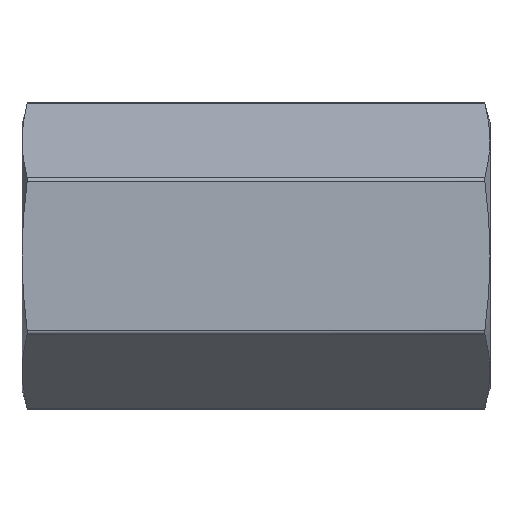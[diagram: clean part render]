
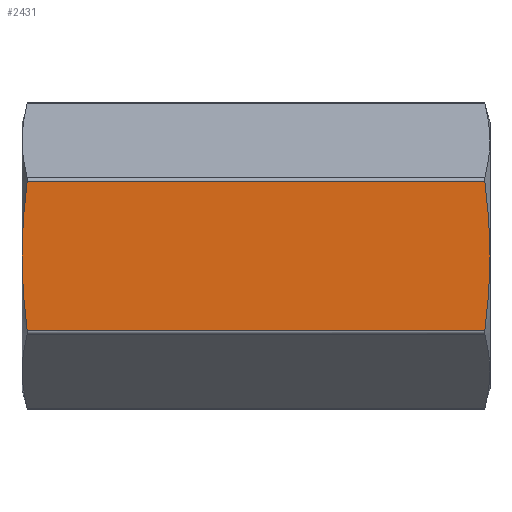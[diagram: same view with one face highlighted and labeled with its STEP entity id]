
A CAD part, front view. The second image highlights one B-rep face of the part: STEP entity #2431.
In plain terms, the highlighted free-form (B-spline) face has degree [1, 1] with [2, 2] control points.
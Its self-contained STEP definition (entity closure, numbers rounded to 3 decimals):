
#1997 = VERTEX_POINT('',#1998);
#1998 = CARTESIAN_POINT('',(-34.029,-19.37,
    0.));
#2004 = EDGE_CURVE('',#1997,#2005,#2007,.T.);
#2005 = VERTEX_POINT('',#2006);
#2006 = CARTESIAN_POINT('',(-33.274,-19.37,
    10.821));
#2007 = B_SPLINE_CURVE_WITH_KNOTS('',3,(#2008,#2009,#2010,#2011,#2012,
    #2013,#2014,#2015,#2016,#2017,#2018,#2019,#2020,#2021,#2022,#2023,
    #2024,#2025,#2026),.UNSPECIFIED.,.F.,.F.,(4,2,2,2,2,2,1,2,2,4),(0.,
    0.125,0.188,0.25,0.375,0.438,0.469,0.484,0.5,1.),
  .UNSPECIFIED.);
#2008 = CARTESIAN_POINT('',(-34.029,-19.37,
    0.));
#2009 = CARTESIAN_POINT('',(-34.029,-19.37,
    0.452));
#2010 = CARTESIAN_POINT('',(-34.024,-19.37,
    0.903));
#2011 = CARTESIAN_POINT('',(-34.012,-19.37,1.579
    ));
#2012 = CARTESIAN_POINT('',(-34.007,-19.37,
    1.804));
#2013 = CARTESIAN_POINT('',(-33.994,-19.37,
    2.256));
#2014 = CARTESIAN_POINT('',(-33.986,-19.37,
    2.485));
#2015 = CARTESIAN_POINT('',(-33.961,-19.37,
    3.16));
#2016 = CARTESIAN_POINT('',(-33.941,-19.37,
    3.609));
#2017 = CARTESIAN_POINT('',(-33.904,-19.37,
    4.284));
#2018 = CARTESIAN_POINT('',(-33.89,-19.37,
    4.51));
#2019 = CARTESIAN_POINT('',(-33.869,-19.37,
    4.849));
#2020 = CARTESIAN_POINT('',(-33.857,-19.37,
    5.019));
#2021 = CARTESIAN_POINT('',(-33.846,-19.37,
    5.189));
#2022 = CARTESIAN_POINT('',(-33.838,-19.37,
    5.302));
#2023 = CARTESIAN_POINT('',(-33.834,-19.37,
    5.361));
#2024 = CARTESIAN_POINT('',(-33.702,-19.37,
    7.185));
#2025 = CARTESIAN_POINT('',(-33.517,-19.37,
    8.962));
#2026 = CARTESIAN_POINT('',(-33.274,-19.37,
    10.821));
#2103 = VERTEX_POINT('',#2104);
#2104 = CARTESIAN_POINT('',(-33.274,-19.37,
    -10.821));
#2113 = EDGE_CURVE('',#2103,#1997,#2114,.T.);
#2114 = B_SPLINE_CURVE_WITH_KNOTS('',3,(#2115,#2116,#2117,#2118,#2119,
    #2120,#2121,#2122,#2123,#2124,#2125,#2126,#2127,#2128,#2129,#2130,
    #2131,#2132,#2133,#2134),.UNSPECIFIED.,.F.,.F.,(4,2,2,1,1,2,2,2,2,2,
    4),(0.,0.25,0.375,0.438,0.469,0.484,0.5,0.625,0.688,0.75,1.),
  .UNSPECIFIED.);
#2115 = CARTESIAN_POINT('',(-33.274,-19.37,
    -10.821));
#2116 = CARTESIAN_POINT('',(-33.395,-19.37,
    -9.89));
#2117 = CARTESIAN_POINT('',(-33.503,-19.37,
    -8.979));
#2118 = CARTESIAN_POINT('',(-33.642,-19.37,
    -7.631));
#2119 = CARTESIAN_POINT('',(-33.684,-19.37,
    -7.184));
#2120 = CARTESIAN_POINT('',(-33.743,-19.37,
    -6.517));
#2121 = CARTESIAN_POINT('',(-33.771,-19.37,
    -6.184));
#2122 = CARTESIAN_POINT('',(-33.801,-19.37,
    -5.796));
#2123 = CARTESIAN_POINT('',(-33.814,-19.37,
    -5.63));
#2124 = CARTESIAN_POINT('',(-33.822,-19.37,
    -5.519));
#2125 = CARTESIAN_POINT('',(-33.826,-19.37,
    -5.465));
#2126 = CARTESIAN_POINT('',(-33.863,-19.37,
    -4.954));
#2127 = CARTESIAN_POINT('',(-33.892,-19.37,
    -4.502));
#2128 = CARTESIAN_POINT('',(-33.929,-19.37,
    -3.827));
#2129 = CARTESIAN_POINT('',(-33.94,-19.37,
    -3.602));
#2130 = CARTESIAN_POINT('',(-33.961,-19.37,
    -3.152));
#2131 = CARTESIAN_POINT('',(-33.97,-19.37,
    -2.929));
#2132 = CARTESIAN_POINT('',(-34.012,-19.37,
    -1.797));
#2133 = CARTESIAN_POINT('',(-34.029,-19.37,
    -0.902));
#2134 = CARTESIAN_POINT('',(-34.029,-19.37,
    0.));
#2330 = EDGE_CURVE('',#2331,#2005,#2333,.T.);
#2331 = VERTEX_POINT('',#2332);
#2332 = CARTESIAN_POINT('',(33.274,-19.37,
    10.821));
#2333 = B_SPLINE_CURVE_WITH_KNOTS('',1,(#2334,#2335),.UNSPECIFIED.,.F.,
  .F.,(2,2),(33.221,96.779),.PIECEWISE_BEZIER_KNOTS.);
#2334 = CARTESIAN_POINT('',(33.274,-19.37,
    10.821));
#2335 = CARTESIAN_POINT('',(-33.274,-19.37,
    10.821));
#2431 = ADVANCED_FACE('',(#2432),#2498,.F.);
#2432 = FACE_BOUND('',#2433,.T.);
#2433 = EDGE_LOOP('',(#2434,#2441,#2472,#2495,#2496,#2497));
#2434 = ORIENTED_EDGE('',*,*,#2435,.F.);
#2435 = EDGE_CURVE('',#2436,#2103,#2438,.T.);
#2436 = VERTEX_POINT('',#2437);
#2437 = CARTESIAN_POINT('',(33.274,-19.37,
    -10.821));
#2438 = B_SPLINE_CURVE_WITH_KNOTS('',1,(#2439,#2440),.UNSPECIFIED.,.F.,
  .F.,(2,2),(33.221,96.779),.PIECEWISE_BEZIER_KNOTS.);
#2439 = CARTESIAN_POINT('',(33.274,-19.37,
    -10.821));
#2440 = CARTESIAN_POINT('',(-33.274,-19.37,
    -10.821));
#2441 = ORIENTED_EDGE('',*,*,#2442,.F.);
#2442 = EDGE_CURVE('',#2443,#2436,#2445,.T.);
#2443 = VERTEX_POINT('',#2444);
#2444 = CARTESIAN_POINT('',(34.029,-19.37,0.));
#2445 = B_SPLINE_CURVE_WITH_KNOTS('',3,(#2446,#2447,#2448,#2449,#2450,
    #2451,#2452,#2453,#2454,#2455,#2456,#2457,#2458,#2459,#2460,#2461,
    #2462,#2463,#2464,#2465,#2466,#2467,#2468,#2469,#2470,#2471),
  .UNSPECIFIED.,.F.,.F.,(4,2,2,2,2,2,2,2,2,1,1,2,2,4),(0.,0.125,0.188,
    0.25,0.375,0.438,0.469,0.5,0.625,0.688,0.719,0.734,0.75,1.)
  ,.UNSPECIFIED.);
#2446 = CARTESIAN_POINT('',(34.029,-19.37,0.));
#2447 = CARTESIAN_POINT('',(34.029,-19.37,
    -0.451));
#2448 = CARTESIAN_POINT('',(34.024,-19.37,
    -0.9));
#2449 = CARTESIAN_POINT('',(34.012,-19.37,
    -1.575));
#2450 = CARTESIAN_POINT('',(34.007,-19.37,
    -1.8));
#2451 = CARTESIAN_POINT('',(33.994,-19.37,
    -2.251));
#2452 = CARTESIAN_POINT('',(33.987,-19.37,
    -2.478));
#2453 = CARTESIAN_POINT('',(33.962,-19.37,
    -3.153));
#2454 = CARTESIAN_POINT('',(33.941,-19.37,
    -3.602));
#2455 = CARTESIAN_POINT('',(33.904,-19.37,
    -4.277));
#2456 = CARTESIAN_POINT('',(33.891,-19.37,
    -4.503));
#2457 = CARTESIAN_POINT('',(33.869,-19.37,
    -4.842));
#2458 = CARTESIAN_POINT('',(33.862,-19.37,
    -4.955));
#2459 = CARTESIAN_POINT('',(33.846,-19.37,
    -5.181));
#2460 = CARTESIAN_POINT('',(33.838,-19.37,
    -5.297));
#2461 = CARTESIAN_POINT('',(33.798,-19.37,
    -5.856));
#2462 = CARTESIAN_POINT('',(33.762,-19.37,
    -6.305));
#2463 = CARTESIAN_POINT('',(33.702,-19.37,
    -6.981));
#2464 = CARTESIAN_POINT('',(33.671,-19.37,
    -7.32));
#2465 = CARTESIAN_POINT('',(33.632,-19.37,
    -7.718));
#2466 = CARTESIAN_POINT('',(33.615,-19.37,
    -7.889));
#2467 = CARTESIAN_POINT('',(33.603,-19.37,
    -8.003));
#2468 = CARTESIAN_POINT('',(33.597,-19.37,
    -8.062));
#2469 = CARTESIAN_POINT('',(33.499,-19.37,
    -9.006));
#2470 = CARTESIAN_POINT('',(33.393,-19.37,
    -9.905));
#2471 = CARTESIAN_POINT('',(33.274,-19.37,
    -10.821));
#2472 = ORIENTED_EDGE('',*,*,#2473,.F.);
#2473 = EDGE_CURVE('',#2331,#2443,#2474,.T.);
#2474 = B_SPLINE_CURVE_WITH_KNOTS('',3,(#2475,#2476,#2477,#2478,#2479,
    #2480,#2481,#2482,#2483,#2484,#2485,#2486,#2487,#2488,#2489,#2490,
    #2491,#2492,#2493,#2494),.UNSPECIFIED.,.F.,.F.,(4,2,2,1,1,2,2,2,2,2,
    4),(0.,0.25,0.375,0.438,0.469,0.484,0.5,0.625,0.688,0.75,1.),
  .UNSPECIFIED.);
#2475 = CARTESIAN_POINT('',(33.274,-19.37,
    10.821));
#2476 = CARTESIAN_POINT('',(33.395,-19.37,
    9.891));
#2477 = CARTESIAN_POINT('',(33.502,-19.37,
    8.982));
#2478 = CARTESIAN_POINT('',(33.641,-19.37,
    7.635));
#2479 = CARTESIAN_POINT('',(33.684,-19.37,
    7.19));
#2480 = CARTESIAN_POINT('',(33.743,-19.37,
    6.523));
#2481 = CARTESIAN_POINT('',(33.771,-19.37,
    6.191));
#2482 = CARTESIAN_POINT('',(33.801,-19.37,
    5.803));
#2483 = CARTESIAN_POINT('',(33.813,-19.37,
    5.637));
#2484 = CARTESIAN_POINT('',(33.822,-19.37,
    5.527));
#2485 = CARTESIAN_POINT('',(33.825,-19.37,
    5.473));
#2486 = CARTESIAN_POINT('',(33.862,-19.37,
    4.961));
#2487 = CARTESIAN_POINT('',(33.891,-19.37,
    4.51));
#2488 = CARTESIAN_POINT('',(33.928,-19.37,
    3.834));
#2489 = CARTESIAN_POINT('',(33.94,-19.37,
    3.609));
#2490 = CARTESIAN_POINT('',(33.96,-19.37,
    3.159));
#2491 = CARTESIAN_POINT('',(33.97,-19.37,
    2.937));
#2492 = CARTESIAN_POINT('',(34.012,-19.37,
    1.802));
#2493 = CARTESIAN_POINT('',(34.029,-19.37,
    0.904));
#2494 = CARTESIAN_POINT('',(34.029,-19.37,0.));
#2495 = ORIENTED_EDGE('',*,*,#2330,.T.);
#2496 = ORIENTED_EDGE('',*,*,#2004,.F.);
#2497 = ORIENTED_EDGE('',*,*,#2113,.F.);
#2498 = B_SPLINE_SURFACE_WITH_KNOTS('',1,1,(
    (#2499,#2500)
    ,(#2501,#2502
    )),.UNSPECIFIED.,.F.,.F.,.F.,(2,2),(2,2),(-20.669,0.),(-97.5
    ,-32.5),.PIECEWISE_BEZIER_KNOTS.);
#2499 = CARTESIAN_POINT('',(-34.029,-19.37,
    -10.821));
#2500 = CARTESIAN_POINT('',(34.029,-19.37,
    -10.821));
#2501 = CARTESIAN_POINT('',(-34.029,-19.37,
    10.821));
#2502 = CARTESIAN_POINT('',(34.029,-19.37,
    10.821));
